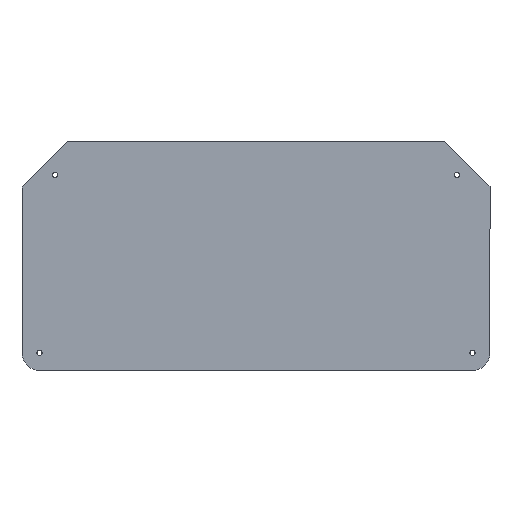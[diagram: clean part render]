
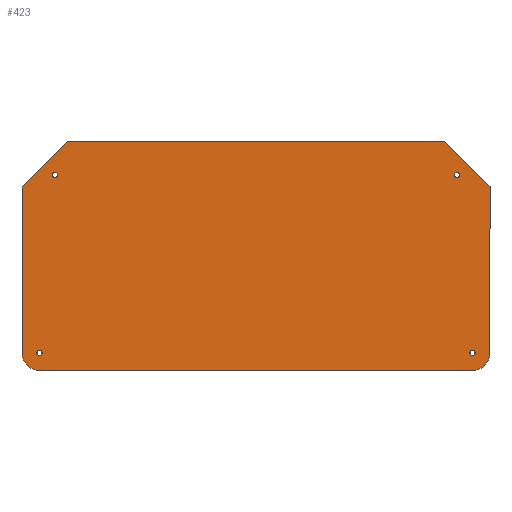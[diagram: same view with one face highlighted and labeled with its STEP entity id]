
A CAD part, top view. The second image highlights one B-rep face of the part: STEP entity #423.
In plain terms, the highlighted planar face has unit normal (0, 0, 1).
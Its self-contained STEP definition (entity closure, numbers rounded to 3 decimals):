
#4 = CARTESIAN_POINT ( 'NONE',  ( 25.422, 117.228, 0. ) ) ;
#6 = CARTESIAN_POINT ( 'NONE',  ( 264.169, 5.286, 0. ) ) ;
#13 = VERTEX_POINT ( 'NONE', #339 ) ;
#14 = DIRECTION ( 'NONE',  ( 1., 0., 0. ) ) ;
#18 = EDGE_CURVE ( 'NONE', #112, #179, #452, .T. ) ;
#20 = DIRECTION ( 'NONE',  ( 1., 0., 0. ) ) ;
#26 = EDGE_CURVE ( 'NONE', #681, #402, #531, .T. ) ;
#28 = CARTESIAN_POINT ( 'NONE',  ( 264.169, 15.286, 0. ) ) ;
#31 = DIRECTION ( 'NONE',  ( 0., -1., 0. ) ) ;
#33 = AXIS2_PLACEMENT_3D ( 'NONE', #83, #609, #14 ) ;
#43 = VERTEX_POINT ( 'NONE', #398 ) ;
#66 = ORIENTED_EDGE ( 'NONE', *, *, #688, .F. ) ;
#67 = EDGE_CURVE ( 'NONE', #568, #550, #295, .T. ) ;
#68 = ORIENTED_EDGE ( 'NONE', *, *, #630, .F. ) ;
#74 = ORIENTED_EDGE ( 'NONE', *, *, #26, .F. ) ;
#80 = DIRECTION ( 'NONE',  ( 1., 0., 0. ) ) ;
#83 = CARTESIAN_POINT ( 'NONE',  ( 16.412, 15.286, 0. ) ) ;
#99 = DIRECTION ( 'NONE',  ( 0., 0., 1. ) ) ;
#100 = LINE ( 'NONE', #226, #456 ) ;
#101 = FACE_BOUND ( 'NONE', #279, .T. ) ;
#106 = VERTEX_POINT ( 'NONE', #433 ) ;
#107 = CARTESIAN_POINT ( 'NONE',  ( 0., 0., 0. ) ) ;
#112 = VERTEX_POINT ( 'NONE', #627 ) ;
#115 = DIRECTION ( 'NONE',  ( 1., 0., 0. ) ) ;
#117 = CIRCLE ( 'NONE', #134, 10. ) ;
#118 = EDGE_CURVE ( 'NONE', #721, #361, #826, .T. ) ;
#124 = DIRECTION ( 'NONE',  ( 0., 0., 1. ) ) ;
#134 = AXIS2_PLACEMENT_3D ( 'NONE', #294, #824, #234 ) ;
#144 = EDGE_CURVE ( 'NONE', #43, #838, #372, .T. ) ;
#155 = DIRECTION ( 'NONE',  ( 1., 0., 0. ) ) ;
#159 = CIRCLE ( 'NONE', #174, 1.5 ) ;
#174 = AXIS2_PLACEMENT_3D ( 'NONE', #28, #360, #301 ) ;
#175 = CARTESIAN_POINT ( 'NONE',  ( 6.412, 0., 0. ) ) ;
#179 = VERTEX_POINT ( 'NONE', #814 ) ;
#185 = ORIENTED_EDGE ( 'NONE', *, *, #284, .T. ) ;
#199 = CARTESIAN_POINT ( 'NONE',  ( 17.912, 15.286, 0. ) ) ;
#206 = EDGE_LOOP ( 'NONE', ( #68, #74 ) ) ;
#213 = AXIS2_PLACEMENT_3D ( 'NONE', #421, #313, #622 ) ;
#226 = CARTESIAN_POINT ( 'NONE',  ( 0., 5.286, 0. ) ) ;
#228 = DIRECTION ( 'NONE',  ( 0.707, 0.707, 0. ) ) ;
#234 = DIRECTION ( 'NONE',  ( 1., 0., 0. ) ) ;
#238 = LINE ( 'NONE', #426, #765 ) ;
#242 = DIRECTION ( 'NONE',  ( 0., 0., 1. ) ) ;
#248 = LINE ( 'NONE', #747, #601 ) ;
#255 = EDGE_LOOP ( 'NONE', ( #740, #256 ) ) ;
#256 = ORIENTED_EDGE ( 'NONE', *, *, #671, .F. ) ;
#270 = DIRECTION ( 'NONE',  ( 0., 0., 1. ) ) ;
#279 = EDGE_LOOP ( 'NONE', ( #424, #773 ) ) ;
#283 = CIRCLE ( 'NONE', #720, 10. ) ;
#284 = EDGE_CURVE ( 'NONE', #361, #646, #283, .T. ) ;
#293 = FACE_OUTER_BOUND ( 'NONE', #411, .T. ) ;
#294 = CARTESIAN_POINT ( 'NONE',  ( 264.169, 15.286, 0. ) ) ;
#295 = CIRCLE ( 'NONE', #408, 1.5 ) ;
#301 = DIRECTION ( 'NONE',  ( 1., 0., 0. ) ) ;
#313 = DIRECTION ( 'NONE',  ( 0., 0., 1. ) ) ;
#322 = CARTESIAN_POINT ( 'NONE',  ( 14.912, 15.286, 0. ) ) ;
#323 = EDGE_CURVE ( 'NONE', #660, #106, #159, .T. ) ;
#328 = EDGE_CURVE ( 'NONE', #337, #838, #117, .T. ) ;
#330 = AXIS2_PLACEMENT_3D ( 'NONE', #4, #481, #80 ) ;
#337 = VERTEX_POINT ( 'NONE', #6 ) ;
#339 = CARTESIAN_POINT ( 'NONE',  ( 248.169, 136.239, 0. ) ) ;
#342 = CARTESIAN_POINT ( 'NONE',  ( 6.412, 110.239, 0. ) ) ;
#348 = EDGE_CURVE ( 'NONE', #791, #13, #374, .T. ) ;
#352 = ORIENTED_EDGE ( 'NONE', *, *, #388, .F. ) ;
#360 = DIRECTION ( 'NONE',  ( 0., 0., 1. ) ) ;
#361 = VERTEX_POINT ( 'NONE', #757 ) ;
#372 = LINE ( 'NONE', #631, #610 ) ;
#374 = LINE ( 'NONE', #768, #850 ) ;
#387 = CARTESIAN_POINT ( 'NONE',  ( 16.412, 15.286, 0. ) ) ;
#388 = EDGE_CURVE ( 'NONE', #13, #43, #238, .T. ) ;
#390 = ORIENTED_EDGE ( 'NONE', *, *, #447, .F. ) ;
#398 = CARTESIAN_POINT ( 'NONE',  ( 274.169, 110.239, 0. ) ) ;
#402 = VERTEX_POINT ( 'NONE', #446 ) ;
#404 = CARTESIAN_POINT ( 'NONE',  ( 255.158, 117.228, 0. ) ) ;
#408 = AXIS2_PLACEMENT_3D ( 'NONE', #387, #99, #115 ) ;
#410 = AXIS2_PLACEMENT_3D ( 'NONE', #107, #242, #553 ) ;
#411 = EDGE_LOOP ( 'NONE', ( #352, #695, #390, #439, #185, #784, #663, #482 ) ) ;
#419 = EDGE_CURVE ( 'NONE', #106, #660, #628, .T. ) ;
#421 = CARTESIAN_POINT ( 'NONE',  ( 264.169, 15.286, 0. ) ) ;
#423 = ADVANCED_FACE ( 'NONE', ( #574, #831, #560, #101, #293 ), #440, .T. ) ;
#424 = ORIENTED_EDGE ( 'NONE', *, *, #323, .F. ) ;
#426 = CARTESIAN_POINT ( 'NONE',  ( 192.204, 192.204, 0. ) ) ;
#428 = CARTESIAN_POINT ( 'NONE',  ( 16.412, 15.286, 0. ) ) ;
#433 = CARTESIAN_POINT ( 'NONE',  ( 262.669, 15.286, 0. ) ) ;
#435 = AXIS2_PLACEMENT_3D ( 'NONE', #584, #124, #713 ) ;
#439 = ORIENTED_EDGE ( 'NONE', *, *, #118, .T. ) ;
#440 = PLANE ( 'NONE',  #410 ) ;
#441 = CIRCLE ( 'NONE', #33, 1.5 ) ;
#446 = CARTESIAN_POINT ( 'NONE',  ( 26.922, 117.228, 0. ) ) ;
#447 = EDGE_CURVE ( 'NONE', #721, #791, #248, .T. ) ;
#452 = CIRCLE ( 'NONE', #435, 1.5 ) ;
#456 = VECTOR ( 'NONE', #20, 1000. ) ;
#481 = DIRECTION ( 'NONE',  ( 0., 0., 1. ) ) ;
#482 = ORIENTED_EDGE ( 'NONE', *, *, #144, .F. ) ;
#488 = AXIS2_PLACEMENT_3D ( 'NONE', #725, #270, #597 ) ;
#531 = CIRCLE ( 'NONE', #488, 1.5 ) ;
#550 = VERTEX_POINT ( 'NONE', #322 ) ;
#553 = DIRECTION ( 'NONE',  ( 1., 0., 0. ) ) ;
#557 = CARTESIAN_POINT ( 'NONE',  ( 274.169, 15.286, 0. ) ) ;
#560 = FACE_BOUND ( 'NONE', #801, .T. ) ;
#561 = DIRECTION ( 'NONE',  ( 0., 0., 1. ) ) ;
#566 = DIRECTION ( 'NONE',  ( 0., -1., 0. ) ) ;
#568 = VERTEX_POINT ( 'NONE', #199 ) ;
#574 = FACE_BOUND ( 'NONE', #255, .T. ) ;
#584 = CARTESIAN_POINT ( 'NONE',  ( 255.158, 117.228, 0. ) ) ;
#597 = DIRECTION ( 'NONE',  ( 1., 0., 0. ) ) ;
#601 = VECTOR ( 'NONE', #228, 1000. ) ;
#609 = DIRECTION ( 'NONE',  ( 0., 0., 1. ) ) ;
#610 = VECTOR ( 'NONE', #566, 1000. ) ;
#615 = CARTESIAN_POINT ( 'NONE',  ( 265.669, 15.286, 0. ) ) ;
#622 = DIRECTION ( 'NONE',  ( 1., 0., 0. ) ) ;
#627 = CARTESIAN_POINT ( 'NONE',  ( 256.658, 117.228, 0. ) ) ;
#628 = CIRCLE ( 'NONE', #213, 1.5 ) ;
#630 = EDGE_CURVE ( 'NONE', #402, #681, #692, .T. ) ;
#631 = CARTESIAN_POINT ( 'NONE',  ( 274.169, 0., 0. ) ) ;
#633 = DIRECTION ( 'NONE',  ( 1., 0., 0. ) ) ;
#646 = VERTEX_POINT ( 'NONE', #798 ) ;
#660 = VERTEX_POINT ( 'NONE', #615 ) ;
#662 = DIRECTION ( 'NONE',  ( 0., 0., 1. ) ) ;
#663 = ORIENTED_EDGE ( 'NONE', *, *, #328, .T. ) ;
#671 = EDGE_CURVE ( 'NONE', #550, #568, #441, .T. ) ;
#681 = VERTEX_POINT ( 'NONE', #741 ) ;
#682 = DIRECTION ( 'NONE',  ( 0.707, -0.707, 0. ) ) ;
#688 = EDGE_CURVE ( 'NONE', #179, #112, #738, .T. ) ;
#692 = CIRCLE ( 'NONE', #330, 1.5 ) ;
#695 = ORIENTED_EDGE ( 'NONE', *, *, #348, .F. ) ;
#713 = DIRECTION ( 'NONE',  ( 1., 0., 0. ) ) ;
#720 = AXIS2_PLACEMENT_3D ( 'NONE', #428, #561, #763 ) ;
#721 = VERTEX_POINT ( 'NONE', #342 ) ;
#725 = CARTESIAN_POINT ( 'NONE',  ( 25.422, 117.228, 0. ) ) ;
#733 = ORIENTED_EDGE ( 'NONE', *, *, #18, .F. ) ;
#736 = VECTOR ( 'NONE', #31, 1000. ) ;
#738 = CIRCLE ( 'NONE', #854, 1.5 ) ;
#740 = ORIENTED_EDGE ( 'NONE', *, *, #67, .F. ) ;
#741 = CARTESIAN_POINT ( 'NONE',  ( 23.922, 117.228, 0. ) ) ;
#747 = CARTESIAN_POINT ( 'NONE',  ( -51.913, 51.913, 0. ) ) ;
#757 = CARTESIAN_POINT ( 'NONE',  ( 6.412, 15.286, 0. ) ) ;
#761 = CARTESIAN_POINT ( 'NONE',  ( 32.412, 136.239, 0. ) ) ;
#763 = DIRECTION ( 'NONE',  ( 1., 0., 0. ) ) ;
#765 = VECTOR ( 'NONE', #682, 1000. ) ;
#768 = CARTESIAN_POINT ( 'NONE',  ( 0., 136.239, 0. ) ) ;
#773 = ORIENTED_EDGE ( 'NONE', *, *, #419, .F. ) ;
#784 = ORIENTED_EDGE ( 'NONE', *, *, #849, .T. ) ;
#791 = VERTEX_POINT ( 'NONE', #761 ) ;
#798 = CARTESIAN_POINT ( 'NONE',  ( 16.412, 5.286, 0. ) ) ;
#801 = EDGE_LOOP ( 'NONE', ( #733, #66 ) ) ;
#814 = CARTESIAN_POINT ( 'NONE',  ( 253.658, 117.228, 0. ) ) ;
#824 = DIRECTION ( 'NONE',  ( 0., 0., 1. ) ) ;
#826 = LINE ( 'NONE', #175, #736 ) ;
#831 = FACE_BOUND ( 'NONE', #206, .T. ) ;
#838 = VERTEX_POINT ( 'NONE', #557 ) ;
#849 = EDGE_CURVE ( 'NONE', #646, #337, #100, .T. ) ;
#850 = VECTOR ( 'NONE', #633, 1000. ) ;
#854 = AXIS2_PLACEMENT_3D ( 'NONE', #404, #662, #155 ) ;
